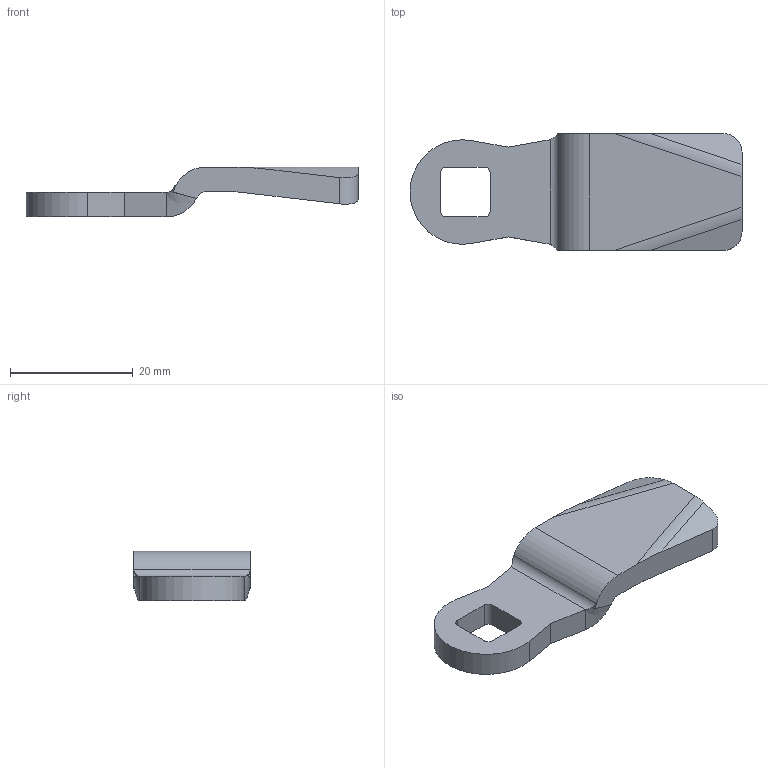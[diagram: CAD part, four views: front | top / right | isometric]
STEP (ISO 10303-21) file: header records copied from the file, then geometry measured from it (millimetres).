
FILE_DESCRIPTION(('STEP AP214'),'1');
FILE_NAME('ME.step','2017-07-19T06:09:23',(' '),(' '),'Spatial InterOp 3D',' ',' ');
FILE_SCHEMA(('automotive_design'));
Length unit declared in the file: millimetre
Products named in the file (1): 20403174
Bounding box: 54 x 19 x 8.1 mm (x, y, z)
Volume: 3591.9 mm3; surface area: 2527.3 mm2
Topology: 1 solids, 1 shells, 38 faces, 102 edges, 66 vertices
Faces by surface type: plane 21, cylinder 15, bspline 2
Entity records: 1604 total; most frequent: CARTESIAN_POINT 329, ORIENTED_EDGE 204, DIRECTION 192, EDGE_CURVE 102, VERTEX_POINT 66, LINE 66, VECTOR 66, AXIS2_PLACEMENT_3D 63
